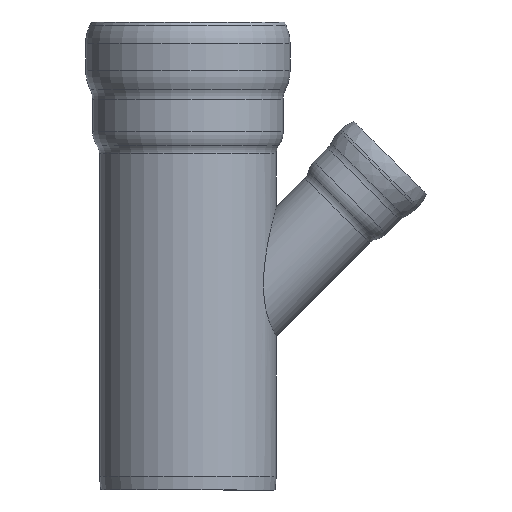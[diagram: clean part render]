
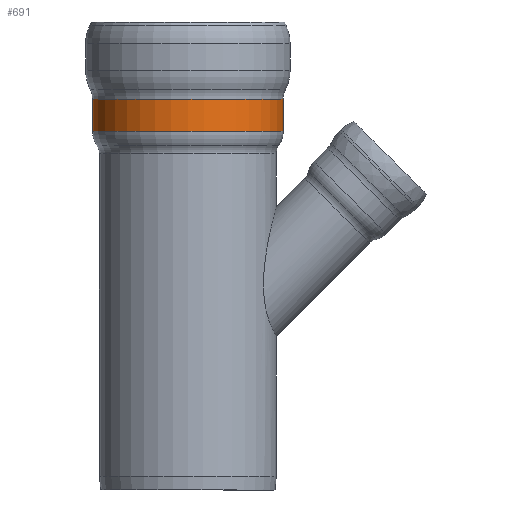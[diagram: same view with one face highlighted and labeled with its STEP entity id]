
A CAD part, front view. The second image highlights one B-rep face of the part: STEP entity #691.
In plain terms, the highlighted cylindrical face has radius 550 mm (diameter 1100 mm), a full revolution.
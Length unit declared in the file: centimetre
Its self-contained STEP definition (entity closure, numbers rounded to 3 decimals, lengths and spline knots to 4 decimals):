
#44=CIRCLE('',#741,55.);
#45=CIRCLE('',#742,55.);
#46=CIRCLE('',#744,55.);
#47=CIRCLE('',#745,55.);
#140=FACE_OUTER_BOUND('',#181,.T.);
#181=EDGE_LOOP('',(#470,#471,#472,#473,#474,#475));
#222=LINE('',#1354,#243);
#243=VECTOR('',#882,55.);
#280=VERTEX_POINT('',#1347);
#281=VERTEX_POINT('',#1349);
#282=VERTEX_POINT('',#1353);
#283=VERTEX_POINT('',#1355);
#353=EDGE_CURVE('',#280,#281,#44,.T.);
#354=EDGE_CURVE('',#281,#280,#45,.T.);
#355=EDGE_CURVE('',#281,#282,#222,.T.);
#356=EDGE_CURVE('',#282,#283,#46,.T.);
#357=EDGE_CURVE('',#283,#282,#47,.T.);
#470=ORIENTED_EDGE('',*,*,#353,.F.);
#471=ORIENTED_EDGE('',*,*,#354,.F.);
#472=ORIENTED_EDGE('',*,*,#355,.T.);
#473=ORIENTED_EDGE('',*,*,#356,.T.);
#474=ORIENTED_EDGE('',*,*,#357,.T.);
#475=ORIENTED_EDGE('',*,*,#355,.F.);
#675=CYLINDRICAL_SURFACE('',#743,55.);
#691=ADVANCED_FACE('',(#140),#675,.T.);
#741=AXIS2_PLACEMENT_3D('',#1350,#876,#877);
#742=AXIS2_PLACEMENT_3D('',#1351,#878,#879);
#743=AXIS2_PLACEMENT_3D('',#1352,#880,#881);
#744=AXIS2_PLACEMENT_3D('',#1356,#883,#884);
#745=AXIS2_PLACEMENT_3D('',#1357,#885,#886);
#876=DIRECTION('center_axis',(0.,0.,-1.));
#877=DIRECTION('ref_axis',(1.,0.,0.));
#878=DIRECTION('center_axis',(0.,0.,-1.));
#879=DIRECTION('ref_axis',(1.,0.,0.));
#880=DIRECTION('center_axis',(0.,0.,-1.));
#881=DIRECTION('ref_axis',(-1.,0.,0.));
#882=DIRECTION('',(0.,0.,1.));
#883=DIRECTION('center_axis',(0.,0.,-1.));
#884=DIRECTION('ref_axis',(1.,0.,0.));
#885=DIRECTION('center_axis',(0.,0.,-1.));
#886=DIRECTION('ref_axis',(1.,0.,0.));
#1347=CARTESIAN_POINT('',(0.,69.9986,81.9261));
#1349=CARTESIAN_POINT('',(55.,124.9986,81.9261));
#1350=CARTESIAN_POINT('Origin',(0.,124.9986,81.9261));
#1351=CARTESIAN_POINT('Origin',(0.,124.9986,81.9261));
#1352=CARTESIAN_POINT('Origin',(0.,124.9986,91.2123));
#1353=CARTESIAN_POINT('',(55.,124.9986,100.4986));
#1354=CARTESIAN_POINT('',(55.,124.9986,91.2123));
#1355=CARTESIAN_POINT('',(0.,69.9986,100.4986));
#1356=CARTESIAN_POINT('Origin',(0.,124.9986,100.4986));
#1357=CARTESIAN_POINT('Origin',(0.,124.9986,100.4986));
